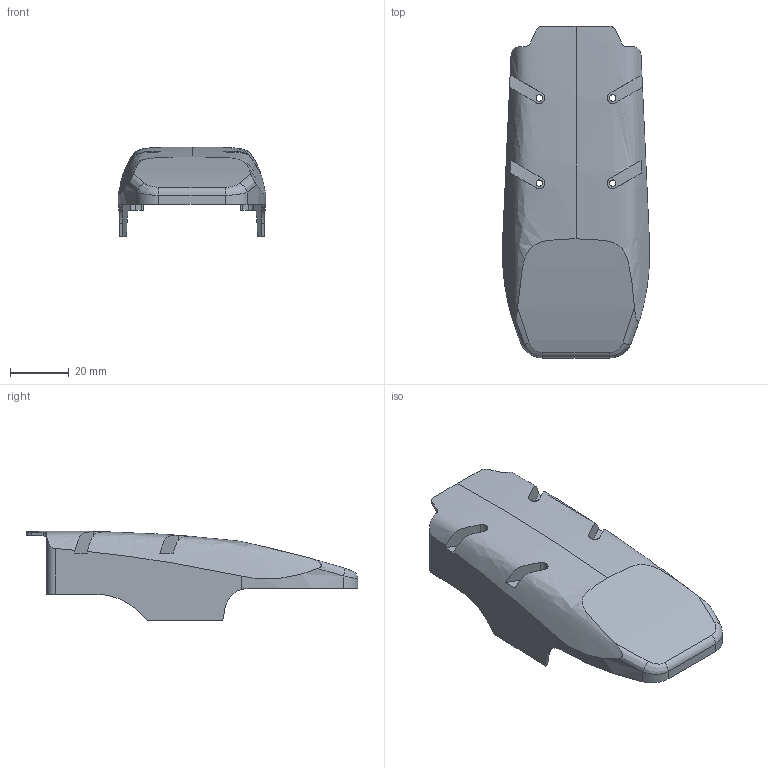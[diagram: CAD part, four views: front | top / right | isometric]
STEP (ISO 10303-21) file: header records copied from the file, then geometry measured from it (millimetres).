
FILE_DESCRIPTION((''),'2;1');
FILE_NAME('PR13_B_CVR_ARM_L','2012-01-20T',('wook jang'),(''),'PRO/ENGINEER BY PARAMETRIC TECHNOLOGY CORPORATION, 2009060','PRO/ENGINEER BY PARAMETRIC TECHNOLOGY CORPORATION, 2009060','');
FILE_SCHEMA(('AUTOMOTIVE_DESIGN_CC06 { 1 0 10303 214 -2 1 8 1 }'));
Length unit declared in the file: millimetre
Products named in the file (1): PR13_B_CVR_ARM_L
Bounding box: 50.15 x 113 x 30.48 mm (x, y, z)
Volume: 11673.5 mm3; surface area: 20340.8 mm2
Topology: 1 solids, 1 shells, 140 faces, 401 edges, 265 vertices
Faces by surface type: plane 70, cylinder 54, bspline 8, revolution 6, extrusion 2
Entity records: 7042 total; most frequent: CARTESIAN_POINT 2213, ORIENTED_EDGE 802, DIRECTION 622, PRESENTATION_STYLE_ASSIGNMENT 402, STYLED_ITEM 402, CURVE_STYLE 401, EDGE_CURVE 401, VERTEX_POINT 265
